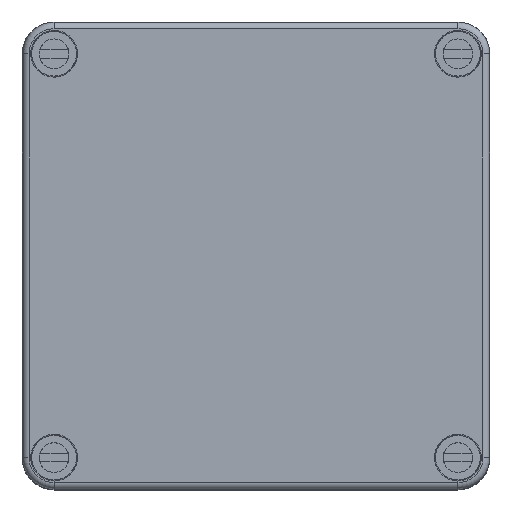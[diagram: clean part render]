
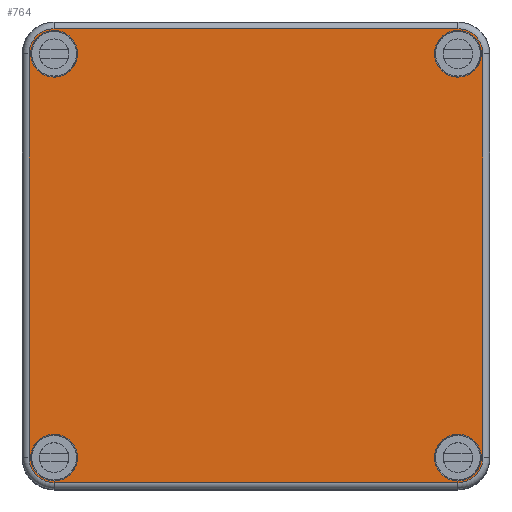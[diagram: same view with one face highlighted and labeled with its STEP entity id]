
A CAD part, top view. The second image highlights one B-rep face of the part: STEP entity #764.
In plain terms, the highlighted planar face has unit normal (0, 0, 1).
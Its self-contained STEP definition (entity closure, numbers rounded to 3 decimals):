
#49 = ORIENTED_EDGE ( 'NONE', *, *, #1304, .T. ) ;
#126 = CARTESIAN_POINT ( 'NONE',  ( -47.5, -53.382, 15. ) ) ;
#233 = ORIENTED_EDGE ( 'NONE', *, *, #6334, .T. ) ;
#362 = EDGE_LOOP ( 'NONE', ( #7754, #11965, #9718, #12918, #16556, #3718, #16041, #1097 ) ) ;
#409 = CIRCLE ( 'NONE', #16767, 5.5 ) ;
#490 = LINE ( 'NONE', #3638, #11653 ) ;
#759 = AXIS2_PLACEMENT_3D ( 'NONE', #4346, #14160, #5782 ) ;
#764 = ADVANCED_FACE ( 'NONE', ( #5794, #9516, #16949, #2071, #16504 ), #13682, .F. ) ;
#820 = DIRECTION ( 'NONE',  ( -1., 0., 0. ) ) ;
#843 = DIRECTION ( 'NONE',  ( 0., -1., 0. ) ) ;
#1010 = EDGE_CURVE ( 'NONE', #11405, #7880, #16720, .T. ) ;
#1022 = DIRECTION ( 'NONE',  ( -1., 0., 0. ) ) ;
#1089 = EDGE_LOOP ( 'NONE', ( #233, #15702 ) ) ;
#1097 = ORIENTED_EDGE ( 'NONE', *, *, #9261, .F. ) ;
#1304 = EDGE_CURVE ( 'NONE', #9424, #10408, #4860, .T. ) ;
#1338 = ORIENTED_EDGE ( 'NONE', *, *, #5584, .T. ) ;
#1435 = CARTESIAN_POINT ( 'NONE',  ( 53., 47.5, 15. ) ) ;
#1489 = EDGE_CURVE ( 'NONE', #11749, #5916, #9717, .T. ) ;
#1930 = AXIS2_PLACEMENT_3D ( 'NONE', #14746, #6370, #16134 ) ;
#1938 = EDGE_CURVE ( 'NONE', #5916, #9401, #9703, .T. ) ;
#2071 = FACE_BOUND ( 'NONE', #9800, .T. ) ;
#2196 = ORIENTED_EDGE ( 'NONE', *, *, #1010, .T. ) ;
#2247 = EDGE_LOOP ( 'NONE', ( #15529, #2196 ) ) ;
#2443 = VERTEX_POINT ( 'NONE', #14529 ) ;
#2684 = DIRECTION ( 'NONE',  ( -1., 0., 0. ) ) ;
#2842 = VERTEX_POINT ( 'NONE', #2846 ) ;
#2846 = CARTESIAN_POINT ( 'NONE',  ( 47.5, -53.382, 15. ) ) ;
#2866 = ORIENTED_EDGE ( 'NONE', *, *, #17857, .T. ) ;
#3171 = EDGE_CURVE ( 'NONE', #2443, #17969, #16310, .T. ) ;
#3181 = EDGE_CURVE ( 'NONE', #7880, #11405, #8460, .T. ) ;
#3332 = DIRECTION ( 'NONE',  ( 0., 0., -1. ) ) ;
#3417 = CARTESIAN_POINT ( 'NONE',  ( -53., -47.5, 15. ) ) ;
#3638 = CARTESIAN_POINT ( 'NONE',  ( -53.382, 47.5, 15. ) ) ;
#3718 = ORIENTED_EDGE ( 'NONE', *, *, #10172, .T. ) ;
#3968 = DIRECTION ( 'NONE',  ( 0., 0., -1. ) ) ;
#3975 = DIRECTION ( 'NONE',  ( 0., 0., -1. ) ) ;
#3984 = CARTESIAN_POINT ( 'NONE',  ( 47.5, -47.5, 15. ) ) ;
#4346 = CARTESIAN_POINT ( 'NONE',  ( -47.5, 47.5, 15. ) ) ;
#4402 = CARTESIAN_POINT ( 'NONE',  ( -47.5, -47.5, 15. ) ) ;
#4559 = CARTESIAN_POINT ( 'NONE',  ( 53.382, -47.5, 15. ) ) ;
#4860 = CIRCLE ( 'NONE', #11729, 5.5 ) ;
#5360 = DIRECTION ( 'NONE',  ( -1., 0., 0. ) ) ;
#5380 = CARTESIAN_POINT ( 'NONE',  ( -53.382, -47.5, 15. ) ) ;
#5395 = DIRECTION ( 'NONE',  ( -1., 0., 0. ) ) ;
#5408 = VERTEX_POINT ( 'NONE', #12693 ) ;
#5509 = CIRCLE ( 'NONE', #15002, 5.5 ) ;
#5584 = EDGE_CURVE ( 'NONE', #10408, #9424, #5509, .T. ) ;
#5628 = CARTESIAN_POINT ( 'NONE',  ( 47.5, -53.382, 15. ) ) ;
#5782 = DIRECTION ( 'NONE',  ( 1., 0., 0. ) ) ;
#5794 = FACE_BOUND ( 'NONE', #16843, .T. ) ;
#5837 = DIRECTION ( 'NONE',  ( -1., 0., 0. ) ) ;
#5894 = CARTESIAN_POINT ( 'NONE',  ( -47.5, 47.5, 15. ) ) ;
#5916 = VERTEX_POINT ( 'NONE', #8290 ) ;
#5948 = DIRECTION ( 'NONE',  ( 0., 0., -1. ) ) ;
#5973 = VECTOR ( 'NONE', #10396, 1000. ) ;
#6000 = CARTESIAN_POINT ( 'NONE',  ( -53., 47.5, 15. ) ) ;
#6095 = EDGE_CURVE ( 'NONE', #15804, #6110, #6584, .T. ) ;
#6110 = VERTEX_POINT ( 'NONE', #11512 ) ;
#6334 = EDGE_CURVE ( 'NONE', #17969, #2443, #409, .T. ) ;
#6349 = VERTEX_POINT ( 'NONE', #5380 ) ;
#6370 = DIRECTION ( 'NONE',  ( 0., 0., 1. ) ) ;
#6438 = CIRCLE ( 'NONE', #759, 5.882 ) ;
#6584 = CIRCLE ( 'NONE', #15240, 5.5 ) ;
#6811 = CARTESIAN_POINT ( 'NONE',  ( -47.5, -47.5, 15. ) ) ;
#7304 = DIRECTION ( 'NONE',  ( -1., 0., 0. ) ) ;
#7389 = AXIS2_PLACEMENT_3D ( 'NONE', #17773, #9394, #1022 ) ;
#7476 = CARTESIAN_POINT ( 'NONE',  ( -53.382, 47.5, 15. ) ) ;
#7754 = ORIENTED_EDGE ( 'NONE', *, *, #13641, .T. ) ;
#7880 = VERTEX_POINT ( 'NONE', #13199 ) ;
#7895 = LINE ( 'NONE', #16547, #10730 ) ;
#8221 = DIRECTION ( 'NONE',  ( -1., 0., 0. ) ) ;
#8290 = CARTESIAN_POINT ( 'NONE',  ( 53.382, 47.5, 15. ) ) ;
#8460 = CIRCLE ( 'NONE', #11065, 5.5 ) ;
#8511 = CIRCLE ( 'NONE', #1930, 5.882 ) ;
#8762 = EDGE_CURVE ( 'NONE', #5408, #11350, #6438, .T. ) ;
#9155 = AXIS2_PLACEMENT_3D ( 'NONE', #3984, #13778, #5395 ) ;
#9193 = DIRECTION ( 'NONE',  ( 0., 0., -1. ) ) ;
#9261 = EDGE_CURVE ( 'NONE', #2842, #16860, #10391, .T. ) ;
#9394 = DIRECTION ( 'NONE',  ( 0., 0., -1. ) ) ;
#9401 = VERTEX_POINT ( 'NONE', #4559 ) ;
#9424 = VERTEX_POINT ( 'NONE', #6000 ) ;
#9516 = FACE_BOUND ( 'NONE', #1089, .T. ) ;
#9703 = LINE ( 'NONE', #17359, #5973 ) ;
#9717 = CIRCLE ( 'NONE', #12311, 5.882 ) ;
#9718 = ORIENTED_EDGE ( 'NONE', *, *, #1489, .F. ) ;
#9728 = AXIS2_PLACEMENT_3D ( 'NONE', #4402, #14210, #5837 ) ;
#9800 = EDGE_LOOP ( 'NONE', ( #1338, #49 ) ) ;
#9801 = DIRECTION ( 'NONE',  ( -1., 0., 0. ) ) ;
#10129 = AXIS2_PLACEMENT_3D ( 'NONE', #12366, #3975, #13766 ) ;
#10172 = EDGE_CURVE ( 'NONE', #11350, #6349, #490, .T. ) ;
#10257 = CARTESIAN_POINT ( 'NONE',  ( 53., -47.5, 15. ) ) ;
#10391 = LINE ( 'NONE', #5628, #17389 ) ;
#10396 = DIRECTION ( 'NONE',  ( 0., -1., 0. ) ) ;
#10408 = VERTEX_POINT ( 'NONE', #10555 ) ;
#10555 = CARTESIAN_POINT ( 'NONE',  ( -42., 47.5, 15. ) ) ;
#10730 = VECTOR ( 'NONE', #2684, 1000. ) ;
#10939 = CARTESIAN_POINT ( 'NONE',  ( -53.382, 47.5, 15. ) ) ;
#11065 = AXIS2_PLACEMENT_3D ( 'NONE', #6811, #16567, #8221 ) ;
#11350 = VERTEX_POINT ( 'NONE', #7476 ) ;
#11405 = VERTEX_POINT ( 'NONE', #3417 ) ;
#11512 = CARTESIAN_POINT ( 'NONE',  ( 42., -47.5, 15. ) ) ;
#11653 = VECTOR ( 'NONE', #843, 1000. ) ;
#11654 = CIRCLE ( 'NONE', #9728, 5.882 ) ;
#11724 = CARTESIAN_POINT ( 'NONE',  ( -47.5, 47.5, 15. ) ) ;
#11729 = AXIS2_PLACEMENT_3D ( 'NONE', #5894, #15665, #7304 ) ;
#11749 = VERTEX_POINT ( 'NONE', #11854 ) ;
#11854 = CARTESIAN_POINT ( 'NONE',  ( 47.5, 53.382, 15. ) ) ;
#11965 = ORIENTED_EDGE ( 'NONE', *, *, #1938, .F. ) ;
#12311 = AXIS2_PLACEMENT_3D ( 'NONE', #17573, #9193, #820 ) ;
#12362 = CARTESIAN_POINT ( 'NONE',  ( 47.5, 47.5, 15. ) ) ;
#12366 = CARTESIAN_POINT ( 'NONE',  ( 47.5, 47.5, 15. ) ) ;
#12415 = AXIS2_PLACEMENT_3D ( 'NONE', #10939, #13741, #5360 ) ;
#12693 = CARTESIAN_POINT ( 'NONE',  ( -47.5, 53.382, 15. ) ) ;
#12918 = ORIENTED_EDGE ( 'NONE', *, *, #17315, .T. ) ;
#13102 = DIRECTION ( 'NONE',  ( -1., 0., 0. ) ) ;
#13199 = CARTESIAN_POINT ( 'NONE',  ( -42., -47.5, 15. ) ) ;
#13641 = EDGE_CURVE ( 'NONE', #2842, #9401, #8511, .T. ) ;
#13682 = PLANE ( 'NONE',  #12415 ) ;
#13741 = DIRECTION ( 'NONE',  ( 0., 0., -1. ) ) ;
#13760 = DIRECTION ( 'NONE',  ( -1., 0., 0. ) ) ;
#13766 = DIRECTION ( 'NONE',  ( -1., 0., 0. ) ) ;
#13778 = DIRECTION ( 'NONE',  ( 0., 0., -1. ) ) ;
#14160 = DIRECTION ( 'NONE',  ( 0., 0., 1. ) ) ;
#14210 = DIRECTION ( 'NONE',  ( 0., 0., -1. ) ) ;
#14322 = CARTESIAN_POINT ( 'NONE',  ( 47.5, -47.5, 15. ) ) ;
#14529 = CARTESIAN_POINT ( 'NONE',  ( 42., 47.5, 15. ) ) ;
#14746 = CARTESIAN_POINT ( 'NONE',  ( 47.5, -47.5, 15. ) ) ;
#15002 = AXIS2_PLACEMENT_3D ( 'NONE', #11724, #3332, #13102 ) ;
#15240 = AXIS2_PLACEMENT_3D ( 'NONE', #14322, #5948, #15715 ) ;
#15529 = ORIENTED_EDGE ( 'NONE', *, *, #3181, .T. ) ;
#15665 = DIRECTION ( 'NONE',  ( 0., 0., -1. ) ) ;
#15702 = ORIENTED_EDGE ( 'NONE', *, *, #3171, .T. ) ;
#15715 = DIRECTION ( 'NONE',  ( -1., 0., 0. ) ) ;
#15804 = VERTEX_POINT ( 'NONE', #10257 ) ;
#16041 = ORIENTED_EDGE ( 'NONE', *, *, #16264, .F. ) ;
#16134 = DIRECTION ( 'NONE',  ( 1., 0., 0. ) ) ;
#16231 = ORIENTED_EDGE ( 'NONE', *, *, #6095, .T. ) ;
#16264 = EDGE_CURVE ( 'NONE', #16860, #6349, #11654, .T. ) ;
#16310 = CIRCLE ( 'NONE', #10129, 5.5 ) ;
#16504 = FACE_BOUND ( 'NONE', #2247, .T. ) ;
#16547 = CARTESIAN_POINT ( 'NONE',  ( 47.5, 53.382, 15. ) ) ;
#16556 = ORIENTED_EDGE ( 'NONE', *, *, #8762, .T. ) ;
#16567 = DIRECTION ( 'NONE',  ( 0., 0., -1. ) ) ;
#16720 = CIRCLE ( 'NONE', #7389, 5.5 ) ;
#16767 = AXIS2_PLACEMENT_3D ( 'NONE', #12362, #3968, #13760 ) ;
#16843 = EDGE_LOOP ( 'NONE', ( #16231, #2866 ) ) ;
#16860 = VERTEX_POINT ( 'NONE', #126 ) ;
#16949 = FACE_OUTER_BOUND ( 'NONE', #362, .T. ) ;
#17270 = CIRCLE ( 'NONE', #9155, 5.5 ) ;
#17315 = EDGE_CURVE ( 'NONE', #11749, #5408, #7895, .T. ) ;
#17359 = CARTESIAN_POINT ( 'NONE',  ( 53.382, 47.5, 15. ) ) ;
#17389 = VECTOR ( 'NONE', #9801, 1000. ) ;
#17573 = CARTESIAN_POINT ( 'NONE',  ( 47.5, 47.5, 15. ) ) ;
#17773 = CARTESIAN_POINT ( 'NONE',  ( -47.5, -47.5, 15. ) ) ;
#17857 = EDGE_CURVE ( 'NONE', #6110, #15804, #17270, .T. ) ;
#17969 = VERTEX_POINT ( 'NONE', #1435 ) ;
